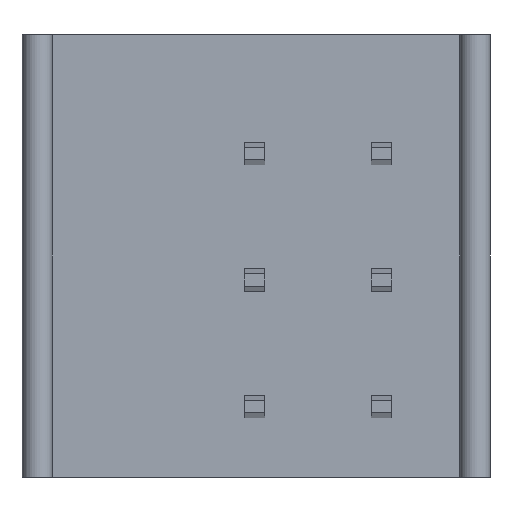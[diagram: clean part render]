
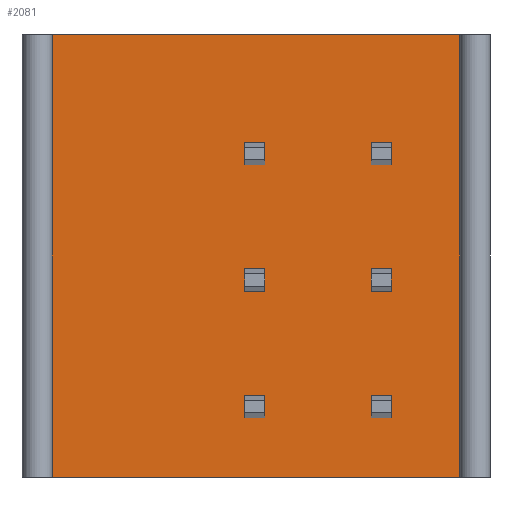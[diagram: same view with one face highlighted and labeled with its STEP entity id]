
A CAD part, front view. The second image highlights one B-rep face of the part: STEP entity #2081.
In plain terms, the highlighted planar face has unit normal (0, -1, 0).
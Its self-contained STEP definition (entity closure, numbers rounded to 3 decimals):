
#75=DIRECTION('',(1.,0.,0.));
#76=VECTOR('',#75,16.1);
#77=CARTESIAN_POINT('',(-8.05,-9.15,-12.8));
#78=LINE('',#77,#76);
#146=DIRECTION('',(0.,0.,1.));
#147=VECTOR('',#146,17.5);
#148=CARTESIAN_POINT('',(8.05,-9.15,-12.8));
#149=LINE('',#148,#147);
#150=DIRECTION('',(0.,0.,1.));
#151=VECTOR('',#150,17.5);
#152=CARTESIAN_POINT('',(-8.05,-9.15,-12.8));
#153=LINE('',#152,#151);
#154=DIRECTION('',(0.,0.,-1.));
#155=VECTOR('',#154,0.9);
#156=CARTESIAN_POINT('',(4.55,-9.15,0.45));
#157=LINE('',#156,#155);
#158=DIRECTION('',(1.,0.,0.));
#159=VECTOR('',#158,0.8);
#160=CARTESIAN_POINT('',(4.55,-9.15,-0.45));
#161=LINE('',#160,#159);
#162=DIRECTION('',(0.,0.,-1.));
#163=VECTOR('',#162,0.9);
#164=CARTESIAN_POINT('',(5.35,-9.15,0.45));
#165=LINE('',#164,#163);
#166=DIRECTION('',(1.,0.,0.));
#167=VECTOR('',#166,0.8);
#168=CARTESIAN_POINT('',(4.55,-9.15,0.45));
#169=LINE('',#168,#167);
#170=DIRECTION('',(0.,0.,-1.));
#171=VECTOR('',#170,0.9);
#172=CARTESIAN_POINT('',(-0.45,-9.15,
0.45));
#173=LINE('',#172,#171);
#174=DIRECTION('',(1.,0.,0.));
#175=VECTOR('',#174,0.8);
#176=CARTESIAN_POINT('',(-0.45,-9.15,
-0.45));
#177=LINE('',#176,#175);
#178=DIRECTION('',(0.,0.,-1.));
#179=VECTOR('',#178,0.9);
#180=CARTESIAN_POINT('',(0.35,-9.15,
0.45));
#181=LINE('',#180,#179);
#182=DIRECTION('',(1.,0.,0.));
#183=VECTOR('',#182,0.8);
#184=CARTESIAN_POINT('',(-0.45,-9.15,
0.45));
#185=LINE('',#184,#183);
#186=DIRECTION('',(0.,0.,-1.));
#187=VECTOR('',#186,0.9);
#188=CARTESIAN_POINT('',(4.55,-9.15,-4.55));
#189=LINE('',#188,#187);
#190=DIRECTION('',(1.,0.,0.));
#191=VECTOR('',#190,0.8);
#192=CARTESIAN_POINT('',(4.55,-9.15,-5.45));
#193=LINE('',#192,#191);
#194=DIRECTION('',(0.,0.,-1.));
#195=VECTOR('',#194,0.9);
#196=CARTESIAN_POINT('',(5.35,-9.15,-4.55));
#197=LINE('',#196,#195);
#198=DIRECTION('',(1.,0.,0.));
#199=VECTOR('',#198,0.8);
#200=CARTESIAN_POINT('',(4.55,-9.15,-4.55));
#201=LINE('',#200,#199);
#202=DIRECTION('',(0.,0.,-1.));
#203=VECTOR('',#202,0.9);
#204=CARTESIAN_POINT('',(-0.45,-9.15,
-4.55));
#205=LINE('',#204,#203);
#206=DIRECTION('',(1.,0.,0.));
#207=VECTOR('',#206,0.8);
#208=CARTESIAN_POINT('',(-0.45,-9.15,
-5.45));
#209=LINE('',#208,#207);
#210=DIRECTION('',(0.,0.,-1.));
#211=VECTOR('',#210,0.9);
#212=CARTESIAN_POINT('',(0.35,-9.15,
-4.55));
#213=LINE('',#212,#211);
#214=DIRECTION('',(1.,0.,0.));
#215=VECTOR('',#214,0.8);
#216=CARTESIAN_POINT('',(-0.45,-9.15,
-4.55));
#217=LINE('',#216,#215);
#218=DIRECTION('',(0.,0.,-1.));
#219=VECTOR('',#218,0.9);
#220=CARTESIAN_POINT('',(4.55,-9.15,-9.55));
#221=LINE('',#220,#219);
#222=DIRECTION('',(1.,0.,0.));
#223=VECTOR('',#222,0.8);
#224=CARTESIAN_POINT('',(4.55,-9.15,-10.45));
#225=LINE('',#224,#223);
#226=DIRECTION('',(0.,0.,-1.));
#227=VECTOR('',#226,0.9);
#228=CARTESIAN_POINT('',(5.35,-9.15,-9.55));
#229=LINE('',#228,#227);
#230=DIRECTION('',(1.,0.,0.));
#231=VECTOR('',#230,0.8);
#232=CARTESIAN_POINT('',(4.55,-9.15,-9.55));
#233=LINE('',#232,#231);
#234=DIRECTION('',(0.,0.,-1.));
#235=VECTOR('',#234,0.9);
#236=CARTESIAN_POINT('',(-0.45,-9.15,
-9.55));
#237=LINE('',#236,#235);
#238=DIRECTION('',(1.,0.,0.));
#239=VECTOR('',#238,0.8);
#240=CARTESIAN_POINT('',(-0.45,-9.15,-10.45));
#241=LINE('',#240,#239);
#242=DIRECTION('',(0.,0.,-1.));
#243=VECTOR('',#242,0.9);
#244=CARTESIAN_POINT('',(0.35,-9.15,
-9.55));
#245=LINE('',#244,#243);
#246=DIRECTION('',(1.,0.,0.));
#247=VECTOR('',#246,0.8);
#248=CARTESIAN_POINT('',(-0.45,-9.15,
-9.55));
#249=LINE('',#248,#247);
#444=DIRECTION('',(1.,0.,0.));
#445=VECTOR('',#444,16.1);
#446=CARTESIAN_POINT('',(-8.05,-9.15,4.7));
#447=LINE('',#446,#445);
#1415=CARTESIAN_POINT('',(-8.05,-9.15,-12.8));
#1416=VERTEX_POINT('',#1415);
#1417=CARTESIAN_POINT('',(8.05,-9.15,-12.8));
#1418=VERTEX_POINT('',#1417);
#1461=CARTESIAN_POINT('',(-8.05,-9.15,4.7));
#1462=VERTEX_POINT('',#1461);
#1463=CARTESIAN_POINT('',(8.05,-9.15,4.7));
#1464=VERTEX_POINT('',#1463);
#1495=CARTESIAN_POINT('',(4.55,-9.15,0.45));
#1496=CARTESIAN_POINT('',(4.55,-9.15,-0.45));
#1497=VERTEX_POINT('',#1495);
#1498=VERTEX_POINT('',#1496);
#1499=CARTESIAN_POINT('',(5.35,-9.15,0.45));
#1500=CARTESIAN_POINT('',(5.35,-9.15,-0.45));
#1501=VERTEX_POINT('',#1499);
#1502=VERTEX_POINT('',#1500);
#1519=CARTESIAN_POINT('',(-0.45,-9.15,
0.45));
#1520=CARTESIAN_POINT('',(-0.45,-9.15,
-0.45));
#1521=VERTEX_POINT('',#1519);
#1522=VERTEX_POINT('',#1520);
#1523=CARTESIAN_POINT('',(0.35,-9.15,
0.45));
#1524=CARTESIAN_POINT('',(0.35,-9.15,
-0.45));
#1525=VERTEX_POINT('',#1523);
#1526=VERTEX_POINT('',#1524);
#1543=CARTESIAN_POINT('',(5.35,-9.15,-5.45));
#1544=VERTEX_POINT('',#1543);
#1545=CARTESIAN_POINT('',(4.55,-9.15,-5.45));
#1546=VERTEX_POINT('',#1545);
#1547=CARTESIAN_POINT('',(4.55,-9.15,-4.55));
#1548=VERTEX_POINT('',#1547);
#1549=CARTESIAN_POINT('',(5.35,-9.15,-4.55));
#1550=VERTEX_POINT('',#1549);
#1567=CARTESIAN_POINT('',(-0.45,-9.15,
-4.55));
#1568=VERTEX_POINT('',#1567);
#1569=CARTESIAN_POINT('',(-0.45,-9.15,
-5.45));
#1570=VERTEX_POINT('',#1569);
#1571=CARTESIAN_POINT('',(0.35,-9.15,
-4.55));
#1572=VERTEX_POINT('',#1571);
#1573=CARTESIAN_POINT('',(0.35,-9.15,
-5.45));
#1574=VERTEX_POINT('',#1573);
#1591=CARTESIAN_POINT('',(5.35,-9.15,-10.45));
#1592=VERTEX_POINT('',#1591);
#1593=CARTESIAN_POINT('',(4.55,-9.15,-10.45));
#1594=VERTEX_POINT('',#1593);
#1595=CARTESIAN_POINT('',(4.55,-9.15,-9.55));
#1596=VERTEX_POINT('',#1595);
#1597=CARTESIAN_POINT('',(5.35,-9.15,-9.55));
#1598=VERTEX_POINT('',#1597);
#1615=CARTESIAN_POINT('',(-0.45,-9.15,
-9.55));
#1616=VERTEX_POINT('',#1615);
#1617=CARTESIAN_POINT('',(-0.45,-9.15,-10.45));
#1618=VERTEX_POINT('',#1617);
#1619=CARTESIAN_POINT('',(0.35,-9.15,
-9.55));
#1620=VERTEX_POINT('',#1619);
#1621=CARTESIAN_POINT('',(0.35,-9.15,-10.45));
#1622=VERTEX_POINT('',#1621);
#2008=CARTESIAN_POINT('',(-8.05,-9.15,-12.8));
#2009=DIRECTION('',(0.,-1.,0.));
#2010=DIRECTION('',(1.,0.,0.));
#2011=AXIS2_PLACEMENT_3D('',#2008,#2009,#2010);
#2012=PLANE('',#2011);
#2013=ORIENTED_EDGE('',*,*,#1860,.F.);
#2015=ORIENTED_EDGE('',*,*,#2014,.T.);
#2017=ORIENTED_EDGE('',*,*,#2016,.T.);
#2018=ORIENTED_EDGE('',*,*,#2000,.F.);
#2019=EDGE_LOOP('',(#2013,#2015,#2017,#2018));
#2020=FACE_OUTER_BOUND('',#2019,.F.);
#2022=ORIENTED_EDGE('',*,*,#2021,.T.);
#2024=ORIENTED_EDGE('',*,*,#2023,.T.);
#2026=ORIENTED_EDGE('',*,*,#2025,.F.);
#2028=ORIENTED_EDGE('',*,*,#2027,.F.);
#2029=EDGE_LOOP('',(#2022,#2024,#2026,#2028));
#2030=FACE_BOUND('',#2029,.F.);
#2032=ORIENTED_EDGE('',*,*,#2031,.T.);
#2034=ORIENTED_EDGE('',*,*,#2033,.T.);
#2036=ORIENTED_EDGE('',*,*,#2035,.F.);
#2038=ORIENTED_EDGE('',*,*,#2037,.F.);
#2039=EDGE_LOOP('',(#2032,#2034,#2036,#2038));
#2040=FACE_BOUND('',#2039,.F.);
#2042=ORIENTED_EDGE('',*,*,#2041,.T.);
#2044=ORIENTED_EDGE('',*,*,#2043,.T.);
#2046=ORIENTED_EDGE('',*,*,#2045,.F.);
#2048=ORIENTED_EDGE('',*,*,#2047,.F.);
#2049=EDGE_LOOP('',(#2042,#2044,#2046,#2048));
#2050=FACE_BOUND('',#2049,.F.);
#2052=ORIENTED_EDGE('',*,*,#2051,.T.);
#2054=ORIENTED_EDGE('',*,*,#2053,.T.);
#2056=ORIENTED_EDGE('',*,*,#2055,.F.);
#2058=ORIENTED_EDGE('',*,*,#2057,.F.);
#2059=EDGE_LOOP('',(#2052,#2054,#2056,#2058));
#2060=FACE_BOUND('',#2059,.F.);
#2062=ORIENTED_EDGE('',*,*,#2061,.T.);
#2064=ORIENTED_EDGE('',*,*,#2063,.T.);
#2066=ORIENTED_EDGE('',*,*,#2065,.F.);
#2068=ORIENTED_EDGE('',*,*,#2067,.F.);
#2069=EDGE_LOOP('',(#2062,#2064,#2066,#2068));
#2070=FACE_BOUND('',#2069,.F.);
#2072=ORIENTED_EDGE('',*,*,#2071,.T.);
#2074=ORIENTED_EDGE('',*,*,#2073,.T.);
#2076=ORIENTED_EDGE('',*,*,#2075,.F.);
#2078=ORIENTED_EDGE('',*,*,#2077,.F.);
#2079=EDGE_LOOP('',(#2072,#2074,#2076,#2078));
#2080=FACE_BOUND('',#2079,.F.);
#1860=EDGE_CURVE('',#1416,#1418,#78,.T.);
#2000=EDGE_CURVE('',#1418,#1464,#149,.T.);
#2014=EDGE_CURVE('',#1416,#1462,#153,.T.);
#2016=EDGE_CURVE('',#1462,#1464,#447,.T.);
#2021=EDGE_CURVE('',#1497,#1498,#157,.T.);
#2023=EDGE_CURVE('',#1498,#1502,#161,.T.);
#2025=EDGE_CURVE('',#1501,#1502,#165,.T.);
#2027=EDGE_CURVE('',#1497,#1501,#169,.T.);
#2031=EDGE_CURVE('',#1521,#1522,#173,.T.);
#2033=EDGE_CURVE('',#1522,#1526,#177,.T.);
#2035=EDGE_CURVE('',#1525,#1526,#181,.T.);
#2037=EDGE_CURVE('',#1521,#1525,#185,.T.);
#2041=EDGE_CURVE('',#1548,#1546,#189,.T.);
#2043=EDGE_CURVE('',#1546,#1544,#193,.T.);
#2045=EDGE_CURVE('',#1550,#1544,#197,.T.);
#2047=EDGE_CURVE('',#1548,#1550,#201,.T.);
#2051=EDGE_CURVE('',#1568,#1570,#205,.T.);
#2053=EDGE_CURVE('',#1570,#1574,#209,.T.);
#2055=EDGE_CURVE('',#1572,#1574,#213,.T.);
#2057=EDGE_CURVE('',#1568,#1572,#217,.T.);
#2061=EDGE_CURVE('',#1596,#1594,#221,.T.);
#2063=EDGE_CURVE('',#1594,#1592,#225,.T.);
#2065=EDGE_CURVE('',#1598,#1592,#229,.T.);
#2067=EDGE_CURVE('',#1596,#1598,#233,.T.);
#2071=EDGE_CURVE('',#1616,#1618,#237,.T.);
#2073=EDGE_CURVE('',#1618,#1622,#241,.T.);
#2075=EDGE_CURVE('',#1620,#1622,#245,.T.);
#2077=EDGE_CURVE('',#1616,#1620,#249,.T.);
#2081=ADVANCED_FACE('',(#2020,#2030,#2040,#2050,#2060,#2070,#2080),#2012,.T.);
